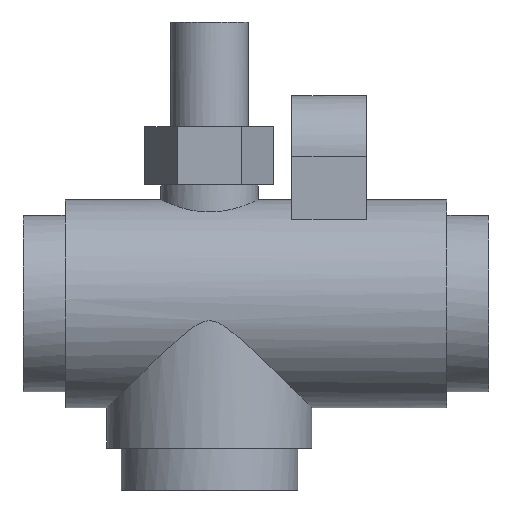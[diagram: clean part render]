
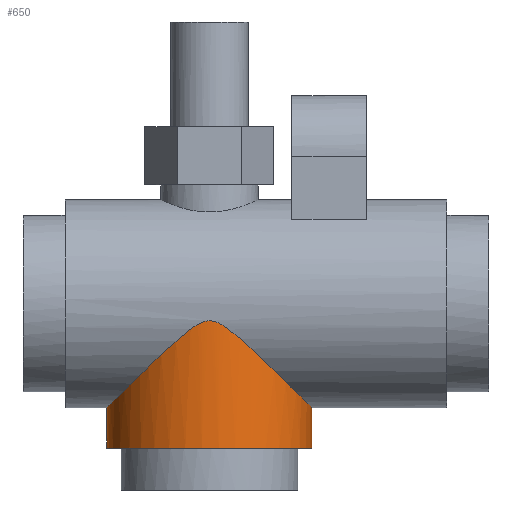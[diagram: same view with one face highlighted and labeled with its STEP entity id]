
A CAD part, front view. The second image highlights one B-rep face of the part: STEP entity #650.
In plain terms, the highlighted cylindrical face has radius 22 mm (diameter 44 mm), a partial arc.
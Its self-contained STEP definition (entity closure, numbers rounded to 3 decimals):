
#547=CARTESIAN_POINT('Axis2P3D Location',(0.,0.,-12.319)) ;
#553=CARTESIAN_POINT('Control Point',(22.,0.,-31.)) ;
#554=CARTESIAN_POINT('Control Point',(22.,-3.456,-31.)) ;
#555=CARTESIAN_POINT('Control Point',(21.321,-6.912,-31.)) ;
#556=CARTESIAN_POINT('Control Point',(19.964,-10.189,-31.)) ;
#557=CARTESIAN_POINT('Control Point',(16.036,-16.036,-31.)) ;
#558=CARTESIAN_POINT('Control Point',(10.189,-19.964,-31.)) ;
#559=CARTESIAN_POINT('Control Point',(6.912,-21.321,-31.)) ;
#560=CARTESIAN_POINT('Control Point',(0.,-22.679,-31.)) ;
#561=CARTESIAN_POINT('Control Point',(-6.912,-21.321,-31.)) ;
#562=CARTESIAN_POINT('Control Point',(-10.189,-19.964,-31.)) ;
#563=CARTESIAN_POINT('Control Point',(-16.036,-16.036,-31.)) ;
#564=CARTESIAN_POINT('Control Point',(-19.964,-10.189,-31.)) ;
#565=CARTESIAN_POINT('Control Point',(-21.321,-6.912,-31.)) ;
#566=CARTESIAN_POINT('Control Point',(-22.,-3.456,-31.)) ;
#567=CARTESIAN_POINT('Control Point',(-22.,0.,-31.)) ;
#568=CARTESIAN_POINT('Vertex',(22.,0.,-31.)) ;
#570=CARTESIAN_POINT('Vertex',(-22.,0.,-31.)) ;
#574=CARTESIAN_POINT('Control Point',(22.,0.,-22.3)) ;
#575=CARTESIAN_POINT('Control Point',(22.,0.,-31.)) ;
#576=CARTESIAN_POINT('Vertex',(22.,0.,-22.3)) ;
#580=CARTESIAN_POINT('Control Point',(-22.,0.,-22.3)) ;
#581=CARTESIAN_POINT('Control Point',(-22.,-0.907,-22.3)) ;
#582=CARTESIAN_POINT('Control Point',(-21.953,-1.819,-22.254)) ;
#583=CARTESIAN_POINT('Control Point',(-21.859,-2.729,-22.16)) ;
#584=CARTESIAN_POINT('Control Point',(-21.505,-4.985,-21.812)) ;
#585=CARTESIAN_POINT('Control Point',(-20.869,-7.159,-21.184)) ;
#586=CARTESIAN_POINT('Control Point',(-20.392,-8.415,-20.715)) ;
#587=CARTESIAN_POINT('Control Point',(-19.271,-10.805,-19.613)) ;
#588=CARTESIAN_POINT('Control Point',(-17.88,-12.91,-18.247)) ;
#589=CARTESIAN_POINT('Control Point',(-17.129,-13.883,-17.511)) ;
#590=CARTESIAN_POINT('Control Point',(-16.027,-15.128,-16.435)) ;
#591=CARTESIAN_POINT('Control Point',(-14.891,-16.204,-15.331)) ;
#592=CARTESIAN_POINT('Control Point',(-14.544,-16.516,-14.994)) ;
#593=CARTESIAN_POINT('Control Point',(-13.143,-17.712,-13.636)) ;
#594=CARTESIAN_POINT('Control Point',(-11.647,-18.737,-12.198)) ;
#595=CARTESIAN_POINT('Control Point',(-10.495,-19.401,-11.1)) ;
#596=CARTESIAN_POINT('Control Point',(-8.547,-20.34,-9.27)) ;
#597=CARTESIAN_POINT('Control Point',(-6.613,-21.006,-7.538)) ;
#598=CARTESIAN_POINT('Control Point',(-5.85,-21.23,-6.874)) ;
#599=CARTESIAN_POINT('Control Point',(-4.703,-21.513,-5.919)) ;
#600=CARTESIAN_POINT('Control Point',(-3.545,-21.718,-5.074)) ;
#601=CARTESIAN_POINT('Control Point',(-3.158,-21.777,-4.809)) ;
#602=CARTESIAN_POINT('Control Point',(-2.369,-21.882,-4.312)) ;
#603=CARTESIAN_POINT('Control Point',(-1.507,-21.954,-3.918)) ;
#604=CARTESIAN_POINT('Control Point',(-1.076,-21.982,-3.755)) ;
#605=CARTESIAN_POINT('Control Point',(-0.157,-22.014,-3.564)) ;
#606=CARTESIAN_POINT('Control Point',(0.829,-21.99,-3.707)) ;
#607=CARTESIAN_POINT('Control Point',(1.158,-21.973,-3.807)) ;
#608=CARTESIAN_POINT('Control Point',(1.843,-21.929,-4.058)) ;
#609=CARTESIAN_POINT('Control Point',(2.456,-21.865,-4.385)) ;
#610=CARTESIAN_POINT('Control Point',(2.761,-21.829,-4.563)) ;
#611=CARTESIAN_POINT('Control Point',(3.253,-21.762,-4.878)) ;
#612=CARTESIAN_POINT('Control Point',(3.738,-21.681,-5.218)) ;
#613=CARTESIAN_POINT('Control Point',(3.93,-21.647,-5.358)) ;
#614=CARTESIAN_POINT('Control Point',(4.509,-21.538,-5.79)) ;
#615=CARTESIAN_POINT('Control Point',(5.084,-21.41,-6.249)) ;
#616=CARTESIAN_POINT('Control Point',(5.467,-21.316,-6.565)) ;
#617=CARTESIAN_POINT('Control Point',(6.615,-21.005,-7.538)) ;
#618=CARTESIAN_POINT('Control Point',(7.771,-20.606,-8.574)) ;
#619=CARTESIAN_POINT('Control Point',(8.551,-20.297,-9.289)) ;
#620=CARTESIAN_POINT('Control Point',(10.106,-19.589,-10.736)) ;
#621=CARTESIAN_POINT('Control Point',(11.636,-18.702,-12.191)) ;
#622=CARTESIAN_POINT('Control Point',(12.389,-18.214,-12.912)) ;
#623=CARTESIAN_POINT('Control Point',(13.493,-17.413,-13.975)) ;
#624=CARTESIAN_POINT('Control Point',(14.544,-16.516,-14.994)) ;
#625=CARTESIAN_POINT('Control Point',(14.891,-16.204,-15.331)) ;
#626=CARTESIAN_POINT('Control Point',(16.027,-15.128,-16.435)) ;
#627=CARTESIAN_POINT('Control Point',(17.129,-13.883,-17.511)) ;
#628=CARTESIAN_POINT('Control Point',(17.88,-12.91,-18.247)) ;
#629=CARTESIAN_POINT('Control Point',(19.039,-11.156,-19.385)) ;
#630=CARTESIAN_POINT('Control Point',(20.011,-9.204,-20.34)) ;
#631=CARTESIAN_POINT('Control Point',(20.364,-8.395,-20.688)) ;
#632=CARTESIAN_POINT('Control Point',(21.153,-6.308,-21.464)) ;
#633=CARTESIAN_POINT('Control Point',(21.681,-4.092,-21.985)) ;
#634=CARTESIAN_POINT('Control Point',(21.895,-2.732,-22.196)) ;
#635=CARTESIAN_POINT('Control Point',(22.,-1.361,-22.3)) ;
#636=CARTESIAN_POINT('Control Point',(22.,0.,-22.3)) ;
#637=CARTESIAN_POINT('Vertex',(-22.,0.,-22.3)) ;
#641=CARTESIAN_POINT('Control Point',(-22.,0.,-31.)) ;
#642=CARTESIAN_POINT('Control Point',(-22.,0.,-22.3)) ;
#548=DIRECTION('Axis2P3D Direction',(0.,0.,1.)) ;
#549=DIRECTION('Axis2P3D XDirection',(-1.,0.,0.)) ;
#550=AXIS2_PLACEMENT_3D('Cylinder Axis2P3D',#547,#548,#549) ;
#551=CYLINDRICAL_SURFACE('generated cylinder',#550,22.) ;
#572=EDGE_CURVE('',#569,#571,#552,.T.) ;
#578=EDGE_CURVE('',#577,#569,#573,.T.) ;
#639=EDGE_CURVE('',#638,#577,#579,.T.) ;
#643=EDGE_CURVE('',#571,#638,#640,.T.) ;
#645=ORIENTED_EDGE('',*,*,#572,.F.) ;
#646=ORIENTED_EDGE('',*,*,#578,.F.) ;
#647=ORIENTED_EDGE('',*,*,#639,.F.) ;
#648=ORIENTED_EDGE('',*,*,#643,.F.) ;
#644=EDGE_LOOP('',(#645,#646,#647,#648)) ;
#569=VERTEX_POINT('',#568) ;
#571=VERTEX_POINT('',#570) ;
#577=VERTEX_POINT('',#576) ;
#638=VERTEX_POINT('',#637) ;
#650=ADVANCED_FACE('Solid1',(#649),#551,.T.) ;
#552=B_SPLINE_CURVE_WITH_KNOTS('',5,(#553,#554,#555,#556,#557,#558,#559,#560,#561,#562,#563,#564,#565,#566,#567),.UNSPECIFIED.,.F.,.U.,(6,3,3,3,6),(0.,0.785,1.571,2.356,3.142),.UNSPECIFIED.) ;
#573=B_SPLINE_CURVE_WITH_KNOTS('',1,(#574,#575),.UNSPECIFIED.,.F.,.U.,(2,2),(0.,0.029),.UNSPECIFIED.) ;
#579=B_SPLINE_CURVE_WITH_KNOTS('',5,(#580,#581,#582,#583,#584,#585,#586,#587,#588,#589,#590,#591,#592,#593,#594,#595,#596,#597,#598,#599,#600,#601,#602,#603,#604,#605,#606,#607,#608,#609,#610,#611,#612,#613,#614,#615,#616,#617,#618,#619,#620,#621,#622,#623,#624,#625,#626,#627,#628,#629,#630,#631,#632,#633,#634,#635,#636),.UNSPECIFIED.,.F.,.U.,(6,3,3,3,3,3,3,3,3,3,3,3,3,3,3,3,3,3,6),(-122.383,-117.846,-111.041,-104.235,-101.404,-92.912,-87.25,-84.42,-81.589,-79.466,-77.343,-75.927,-73.096,-67.435,-61.773,-58.942,-52.137,-47.6,-40.794),.UNSPECIFIED.) ;
#640=B_SPLINE_CURVE_WITH_KNOTS('',1,(#641,#642),.UNSPECIFIED.,.F.,.U.,(2,2),(0.,0.029),.UNSPECIFIED.) ;
#649=FACE_OUTER_BOUND('',#644,.T.) ;
